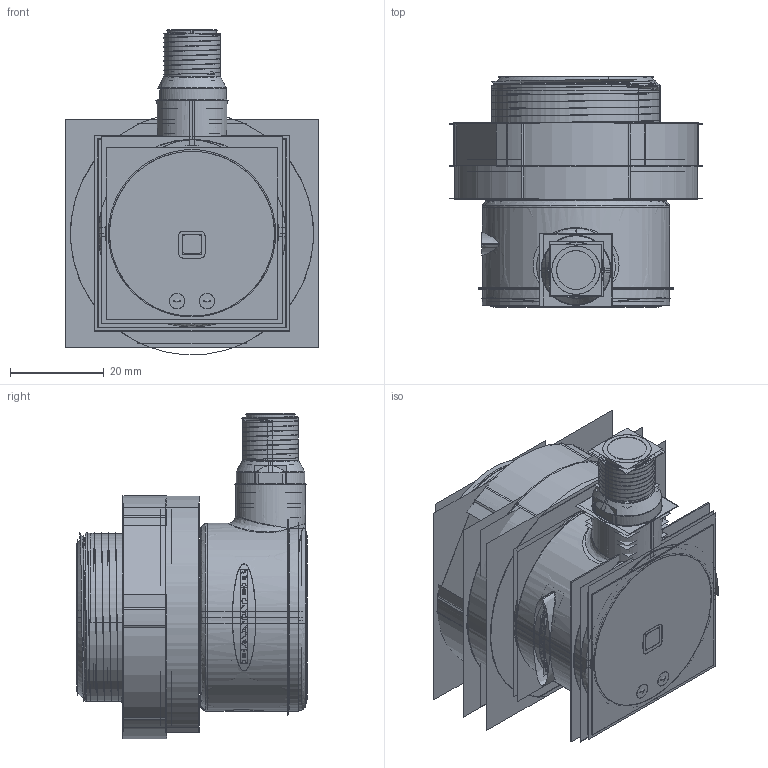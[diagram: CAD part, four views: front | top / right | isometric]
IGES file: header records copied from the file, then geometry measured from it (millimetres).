
Start section:  PTC IGES file: 188686.igs
Global section: file name: 188686.igs; native system: Creo Parametric by Parametric Technology Corporation; preprocessor: 2013230; author: pdmadmin; organization: Unknown; date: 20160114.100756; units: millimetre
Bounding box: 54.12 x 49.28 x 69.6 mm (x, y, z)
Volume: 34961.6 mm3; surface area: 344929.2 mm2
Topology: 12 solids, 13 shells, 1390 faces, 7281 edges, 9326 vertices
Faces by surface type: revolution 860, bspline 526, extrusion 4
